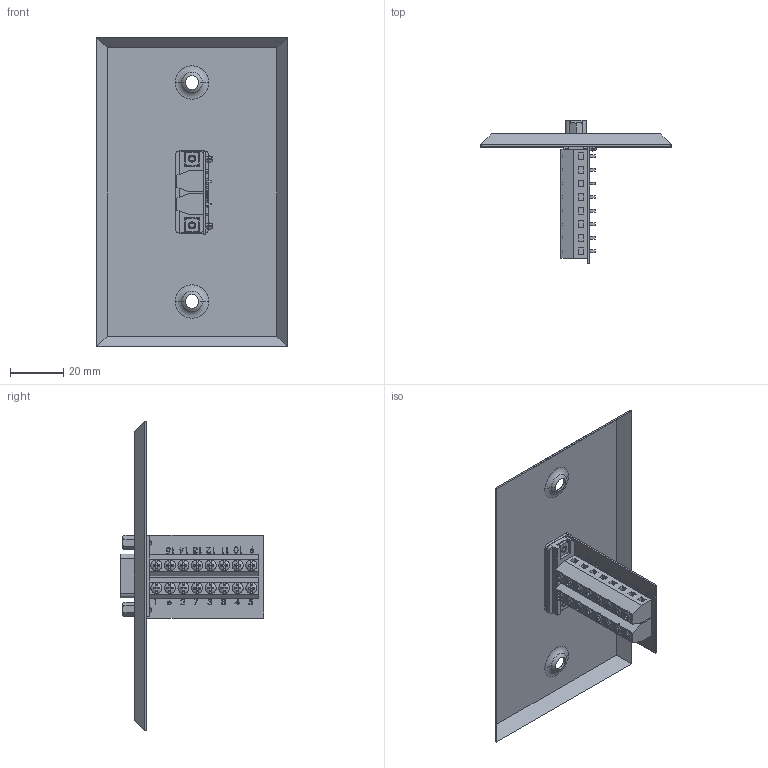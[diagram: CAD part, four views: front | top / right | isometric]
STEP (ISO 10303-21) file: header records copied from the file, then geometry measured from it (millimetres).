
FILE_DESCRIPTION (( 'STEP AP203' ), '1' );
FILE_NAME ('WPHD15FT.STEP', '2006-06-30T19:12:07', ( ' ' ), ( ' ' ), 'SwSTEP 2.0', 'SolidWorks 2005354', '' );
FILE_SCHEMA (( 'CONFIG_CONTROL_DESIGN' ));
Length unit declared in the file: inch
Products named in the file (11): 3AA05-004_.200 HEX HEIGHT; DGBH15FT-MA2; 3AA02-010; WPHD15FT; WPD109; DGBH15FT; SDH15S_Supplier Connector; DGBH15FT-MA1; 3AB16-001; 3AA01-017_3AA01-008-125
Assembly tree (20 placements, depth 4):
  WPHD15FT
    DGBH15FT
      DGBH15FT-MA1
      3AA05-004_.200 HEX HEIGHT  x2
      3AA02-010  x2
      SDH15S_Supplier Connector
      3AB16-001  x2
        3AA01-017_3AA01-008-125
        3AB16-001
      DGBH15FT-MA2
    WPD109
Bounding box: 71.63 x 53.62 x 116.08 mm (x, y, z)
Volume: 15098.3 mm3; surface area: 29110.4 mm2
Topology: 26 solids, 26 shells, 1562 faces, 3750 edges, 2369 vertices
Faces by surface type: plane 931, cylinder 296, cone 142, bspline 108, torus 45, sphere 40
Entity records: 37213 total; most frequent: CARTESIAN_POINT 15114, ORIENTED_EDGE 4326, DIRECTION 4078, EDGE_CURVE 2163, VERTEX_POINT 1404, AXIS2_PLACEMENT_3D 1400, LINE 1278, VECTOR 1278
